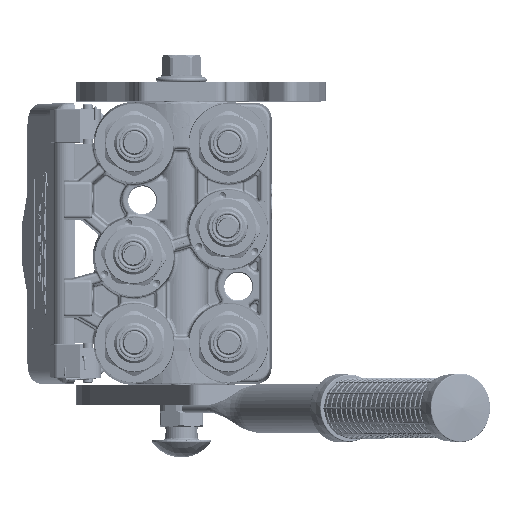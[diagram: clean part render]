
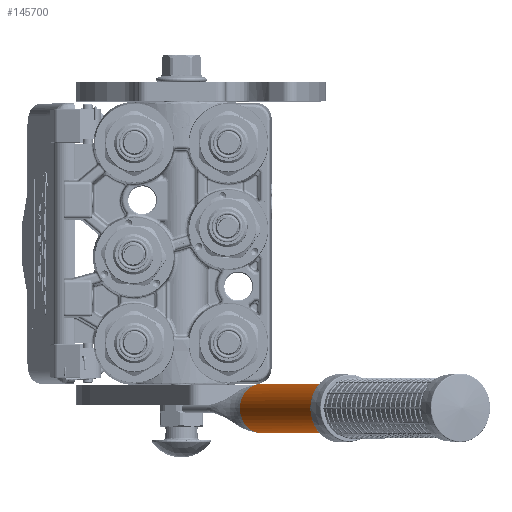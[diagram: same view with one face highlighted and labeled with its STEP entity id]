
A CAD part, top view. The second image highlights one B-rep face of the part: STEP entity #145700.
In plain terms, the highlighted cylindrical face has radius 12.5 mm (diameter 25 mm), a partial arc.
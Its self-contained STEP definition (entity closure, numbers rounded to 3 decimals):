
#1468 = VERTEX_POINT ( 'NONE', #204150 ) ;
#6730 = CARTESIAN_POINT ( 'NONE',  ( -12.426, 0., 1.36 ) ) ;
#11699 = ORIENTED_EDGE ( 'NONE', *, *, #141514, .T. ) ;
#13639 = CARTESIAN_POINT ( 'NONE',  ( 0., 0., 0. ) ) ;
#15823 = DIRECTION ( 'NONE',  ( -0.994, 0., 0.109 ) ) ;
#16387 = CARTESIAN_POINT ( 'NONE',  ( -12.478, 0.167, 0.748 ) ) ;
#16745 = CYLINDRICAL_SURFACE ( 'NONE', #33782, 12.5 ) ;
#17724 = LINE ( 'NONE', #19211, #170969 ) ;
#19211 = CARTESIAN_POINT ( 'NONE',  ( -12.5, 0.24, 0. ) ) ;
#24326 = CARTESIAN_POINT ( 'NONE',  ( 12.5, 0.24, 0. ) ) ;
#26168 = B_SPLINE_CURVE_WITH_KNOTS ( 'NONE', 3,
 ( #6730, #67969, #207881, #128216, #146635, #52296, #26873, #92512, #185217, #104710, #94209, #16387, #154476, #176382, #234149, #54003 ),
 .UNSPECIFIED., .F., .F.,
 ( 4, 2, 1, 2, 2, 1, 2, 2, 4 ),
 ( 0., 0.25, 0.312, 0.328, 0.344, 0.375, 0.437, 0.5, 1. ),
 .UNSPECIFIED. ) ;
#26422 = EDGE_CURVE ( 'NONE', #152615, #212390, #26168, .T. ) ;
#26873 = CARTESIAN_POINT ( 'NONE',  ( -12.466, 0.13, 0.917 ) ) ;
#29956 = EDGE_CURVE ( 'NONE', #172751, #119084, #210619, .T. ) ;
#33005 = VERTEX_POINT ( 'NONE', #246602 ) ;
#33782 = AXIS2_PLACEMENT_3D ( 'NONE', #92783, #252845, #233564 ) ;
#34113 = AXIS2_PLACEMENT_3D ( 'NONE', #13639, #73987, #150042 ) ;
#36805 = CARTESIAN_POINT ( 'NONE',  ( 0., 0., 0. ) ) ;
#47342 = ORIENTED_EDGE ( 'NONE', *, *, #26422, .F. ) ;
#52296 = CARTESIAN_POINT ( 'NONE',  ( -12.466, 0.127, 0.927 ) ) ;
#53296 = AXIS2_PLACEMENT_3D ( 'NONE', #36805, #237908, #15823 ) ;
#54003 = CARTESIAN_POINT ( 'NONE',  ( -12.5, 0.24, 0. ) ) ;
#55261 = CIRCLE ( 'NONE', #103254, 12.5 ) ;
#59431 = DIRECTION ( 'NONE',  ( 0., 1., 0. ) ) ;
#60776 = ORIENTED_EDGE ( 'NONE', *, *, #187694, .F. ) ;
#62815 = CARTESIAN_POINT ( 'NONE',  ( 12.5, 0.24, 0.108 ) ) ;
#64544 = CARTESIAN_POINT ( 'NONE',  ( 12.472, 0.146, 0.859 ) ) ;
#67704 = CARTESIAN_POINT ( 'NONE',  ( -12.5, 0.24, 0. ) ) ;
#67969 = CARTESIAN_POINT ( 'NONE',  ( -12.441, 0.049, 1.219 ) ) ;
#73987 = DIRECTION ( 'NONE',  ( 0., 1., 0. ) ) ;
#78486 = CARTESIAN_POINT ( 'NONE',  ( 12.5, 0.24, 0. ) ) ;
#82981 = CARTESIAN_POINT ( 'NONE',  ( 12.482, 0.18, 0.676 ) ) ;
#85517 = FACE_OUTER_BOUND ( 'NONE', #246544, .T. ) ;
#85528 = VECTOR ( 'NONE', #210069, 1000. ) ;
#92512 = CARTESIAN_POINT ( 'NONE',  ( -12.467, 0.131, 0.91 ) ) ;
#92783 = CARTESIAN_POINT ( 'NONE',  ( 0., 0., 0. ) ) ;
#94209 = CARTESIAN_POINT ( 'NONE',  ( -12.474, 0.155, 0.804 ) ) ;
#103005 = CARTESIAN_POINT ( 'NONE',  ( 12.456, 0.096, 1.087 ) ) ;
#103254 = AXIS2_PLACEMENT_3D ( 'NONE', #255834, #198065, #179594 ) ;
#104710 = CARTESIAN_POINT ( 'NONE',  ( -12.471, 0.146, 0.847 ) ) ;
#105880 = CARTESIAN_POINT ( 'NONE',  ( -12.426, 0., 1.36 ) ) ;
#110283 = CARTESIAN_POINT ( 'NONE',  ( 12.5, 0.24, 0. ) ) ;
#119084 = VERTEX_POINT ( 'NONE', #256025 ) ;
#126047 = CIRCLE ( 'NONE', #53296, 12.5 ) ;
#128216 = CARTESIAN_POINT ( 'NONE',  ( -12.461, 0.114, 0.981 ) ) ;
#135014 = VERTEX_POINT ( 'NONE', #172438 ) ;
#135068 = ORIENTED_EDGE ( 'NONE', *, *, #198842, .T. ) ;
#136281 = EDGE_CURVE ( 'NONE', #33005, #119084, #171945, .T. ) ;
#141514 = EDGE_CURVE ( 'NONE', #152615, #33005, #126047, .T. ) ;
#143202 = CARTESIAN_POINT ( 'NONE',  ( 12.484, 0.186, 0.638 ) ) ;
#144940 = CARTESIAN_POINT ( 'NONE',  ( 12.481, 0.178, 0.688 ) ) ;
#145700 = ADVANCED_FACE ( 'NONE', ( #85517 ), #16745, .T. ) ;
#145796 = CARTESIAN_POINT ( 'NONE',  ( 12.486, 0.195, 0.586 ) ) ;
#146635 = CARTESIAN_POINT ( 'NONE',  ( -12.464, 0.121, 0.953 ) ) ;
#150042 = DIRECTION ( 'NONE',  ( -0.994, 0., 0.109 ) ) ;
#152615 = VERTEX_POINT ( 'NONE', #105880 ) ;
#152854 = ORIENTED_EDGE ( 'NONE', *, *, #29956, .F. ) ;
#154476 = CARTESIAN_POINT ( 'NONE',  ( -12.479, 0.172, 0.721 ) ) ;
#164980 = CARTESIAN_POINT ( 'NONE',  ( 12.494, 0.22, 0.394 ) ) ;
#170969 = VECTOR ( 'NONE', #59431, 1000. ) ;
#171945 = CIRCLE ( 'NONE', #34113, 12.5 ) ;
#172438 = CARTESIAN_POINT ( 'NONE',  ( -12.5, 198., 0. ) ) ;
#172751 = VERTEX_POINT ( 'NONE', #78486 ) ;
#176382 = CARTESIAN_POINT ( 'NONE',  ( -12.494, 0.221, 0.449 ) ) ;
#179594 = DIRECTION ( 'NONE',  ( -1., 0., 0. ) ) ;
#184382 = CARTESIAN_POINT ( 'NONE',  ( 12.499, 0.235, 0.221 ) ) ;
#185217 = CARTESIAN_POINT ( 'NONE',  ( -12.468, 0.136, 0.889 ) ) ;
#187694 = EDGE_CURVE ( 'NONE', #135014, #1468, #55261, .T. ) ;
#198065 = DIRECTION ( 'NONE',  ( 0., 1., 0. ) ) ;
#198842 = EDGE_CURVE ( 'NONE', #172751, #1468, #248373, .T. ) ;
#200851 = ORIENTED_EDGE ( 'NONE', *, *, #136281, .T. ) ;
#202774 = CARTESIAN_POINT ( 'NONE',  ( 12.488, 0.202, 0.541 ) ) ;
#203646 = CARTESIAN_POINT ( 'NONE',  ( 12.482, 0.182, 0.665 ) ) ;
#204150 = CARTESIAN_POINT ( 'NONE',  ( 12.5, 198., 0. ) ) ;
#204507 = CARTESIAN_POINT ( 'NONE',  ( 12.492, 0.214, 0.452 ) ) ;
#207881 = CARTESIAN_POINT ( 'NONE',  ( -12.452, 0.083, 1.1 ) ) ;
#210069 = DIRECTION ( 'NONE',  ( 0., 1., 0. ) ) ;
#210619 = B_SPLINE_CURVE_WITH_KNOTS ( 'NONE', 3,
 ( #24326, #62815, #184382, #164980, #204507, #202774, #145796, #143202, #203646, #82981, #243842, #144940, #64544, #103005, #242143 ),
 .UNSPECIFIED., .F., .F.,
 ( 4, 2, 2, 1, 1, 1, 2, 2, 4 ),
 ( 0., 0.25, 0.375, 0.437, 0.469, 0.484, 0.492, 0.5, 1. ),
 .UNSPECIFIED. ) ;
#212390 = VERTEX_POINT ( 'NONE', #67704 ) ;
#230222 = EDGE_CURVE ( 'NONE', #212390, #135014, #17724, .T. ) ;
#233564 = DIRECTION ( 'NONE',  ( 1., 0., 0. ) ) ;
#234149 = CARTESIAN_POINT ( 'NONE',  ( -12.5, 0.24, 0.216 ) ) ;
#235465 = ORIENTED_EDGE ( 'NONE', *, *, #230222, .F. ) ;
#237908 = DIRECTION ( 'NONE',  ( 0., 1., 0. ) ) ;
#242143 = CARTESIAN_POINT ( 'NONE',  ( 12.426, 0., 1.36 ) ) ;
#243842 = CARTESIAN_POINT ( 'NONE',  ( 12.481, 0.178, 0.683 ) ) ;
#246544 = EDGE_LOOP ( 'NONE', ( #135068, #60776, #235465, #47342, #11699, #200851, #152854 ) ) ;
#246602 = CARTESIAN_POINT ( 'NONE',  ( 0., 0., 12.5 ) ) ;
#248373 = LINE ( 'NONE', #110283, #85528 ) ;
#252845 = DIRECTION ( 'NONE',  ( 0., -1., 0. ) ) ;
#255834 = CARTESIAN_POINT ( 'NONE',  ( 0., 198., 0. ) ) ;
#256025 = CARTESIAN_POINT ( 'NONE',  ( 12.426, 0., 1.36 ) ) ;
